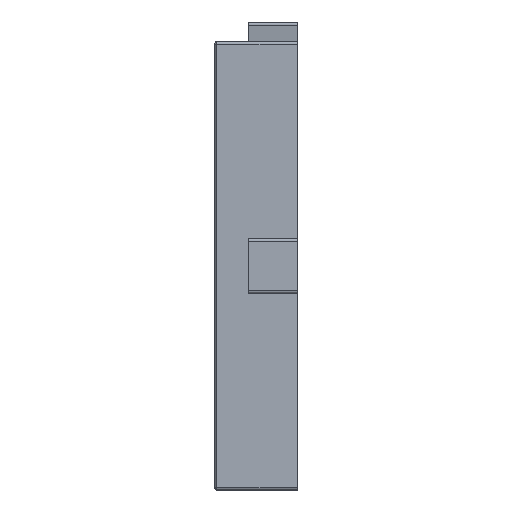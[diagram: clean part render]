
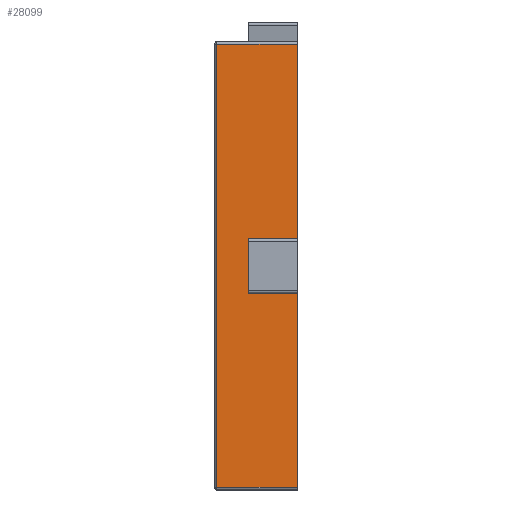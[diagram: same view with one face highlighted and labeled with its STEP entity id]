
A CAD part, left-side view. The second image highlights one B-rep face of the part: STEP entity #28099.
In plain terms, the highlighted planar face has unit normal (-1, 0, 0).
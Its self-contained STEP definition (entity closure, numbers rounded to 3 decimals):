
#977=FACE_OUTER_BOUND('',#2903,.T.);
#2903=EDGE_LOOP('',(#21585,#21586,#21587,#21588,#21589,#21590,#21591,#21592));
#6647=LINE('',#43275,#10547);
#6648=LINE('',#43277,#10548);
#6649=LINE('',#43279,#10549);
#6650=LINE('',#43281,#10550);
#6651=LINE('',#43283,#10551);
#6652=LINE('',#43285,#10552);
#6653=LINE('',#43287,#10553);
#6654=LINE('',#43288,#10554);
#10547=VECTOR('',#34500,2000.);
#10548=VECTOR('',#34501,1500.);
#10549=VECTOR('',#34502,2000.);
#10550=VECTOR('',#34503,1500.);
#10551=VECTOR('',#34504,2000.);
#10552=VECTOR('',#34505,1500.);
#10553=VECTOR('',#34506,2000.);
#10554=VECTOR('',#34507,1500.);
#13981=VERTEX_POINT('',#43273);
#13982=VERTEX_POINT('',#43274);
#13983=VERTEX_POINT('',#43276);
#13984=VERTEX_POINT('',#43278);
#13985=VERTEX_POINT('',#43280);
#13986=VERTEX_POINT('',#43282);
#13987=VERTEX_POINT('',#43284);
#13988=VERTEX_POINT('',#43286);
#16857=EDGE_CURVE('',#13981,#13982,#6647,.T.);
#16858=EDGE_CURVE('',#13982,#13983,#6648,.T.);
#16859=EDGE_CURVE('',#13983,#13984,#6649,.T.);
#16860=EDGE_CURVE('',#13984,#13985,#6650,.T.);
#16861=EDGE_CURVE('',#13985,#13986,#6651,.T.);
#16862=EDGE_CURVE('',#13987,#13986,#6652,.T.);
#16863=EDGE_CURVE('',#13988,#13987,#6653,.T.);
#16864=EDGE_CURVE('',#13988,#13981,#6654,.T.);
#21585=ORIENTED_EDGE('',*,*,#16857,.T.);
#21586=ORIENTED_EDGE('',*,*,#16858,.T.);
#21587=ORIENTED_EDGE('',*,*,#16859,.T.);
#21588=ORIENTED_EDGE('',*,*,#16860,.T.);
#21589=ORIENTED_EDGE('',*,*,#16861,.T.);
#21590=ORIENTED_EDGE('',*,*,#16862,.F.);
#21591=ORIENTED_EDGE('',*,*,#16863,.F.);
#21592=ORIENTED_EDGE('',*,*,#16864,.T.);
#26535=PLANE('',#29710);
#28099=ADVANCED_FACE('',(#977),#26535,.F.);
#29710=AXIS2_PLACEMENT_3D('',#43272,#34498,#34499);
#34498=DIRECTION('center_axis',(1.,0.,0.));
#34499=DIRECTION('ref_axis',(0.,0.,-1.));
#34500=DIRECTION('',(0.,0.,1.));
#34501=DIRECTION('',(0.,1.,0.));
#34502=DIRECTION('',(0.,0.,-1.));
#34503=DIRECTION('',(0.,-1.,0.));
#34504=DIRECTION('',(0.,0.,1.));
#34505=DIRECTION('',(0.,-1.,0.));
#34506=DIRECTION('',(0.,0.,-1.));
#34507=DIRECTION('',(0.,-1.,0.));
#43272=CARTESIAN_POINT('Origin',(-31.45,5.75,32.55));
#43273=CARTESIAN_POINT('',(-31.45,-6.85,2.15));
#43274=CARTESIAN_POINT('',(-31.45,-6.85,32.15));
#43275=CARTESIAN_POINT('',(-31.45,-6.85,32.55));
#43276=CARTESIAN_POINT('',(-31.45,5.45,32.15));
#43277=CARTESIAN_POINT('',(-31.45,5.75,32.15));
#43278=CARTESIAN_POINT('',(-31.45,5.45,-35.45));
#43279=CARTESIAN_POINT('',(-31.45,5.45,32.55));
#43280=CARTESIAN_POINT('',(-31.45,-6.85,-35.45));
#43281=CARTESIAN_POINT('',(-31.45,5.75,-35.45));
#43282=CARTESIAN_POINT('',(-31.45,-6.85,-5.45));
#43283=CARTESIAN_POINT('',(-31.45,-6.85,32.55));
#43284=CARTESIAN_POINT('',(-31.45,0.65,-5.45));
#43285=CARTESIAN_POINT('',(-31.45,0.65,-5.45));
#43286=CARTESIAN_POINT('',(-31.45,0.65,2.15));
#43287=CARTESIAN_POINT('',(-31.45,0.65,-1.65));
#43288=CARTESIAN_POINT('',(-31.45,0.65,2.15));
